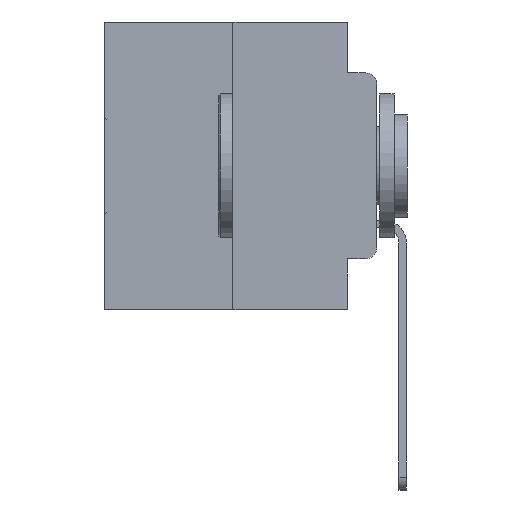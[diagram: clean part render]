
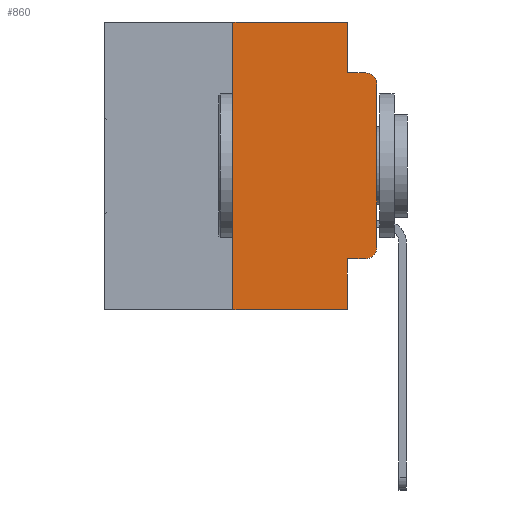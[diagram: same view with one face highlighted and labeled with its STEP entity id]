
A CAD part, left-side view. The second image highlights one B-rep face of the part: STEP entity #860.
In plain terms, the highlighted planar face has unit normal (-1, 0, 0).
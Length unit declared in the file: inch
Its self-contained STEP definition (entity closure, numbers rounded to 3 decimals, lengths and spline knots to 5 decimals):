
#113 = CARTESIAN_POINT ( 'NONE',  ( 0., 0.25, 0. ) ) ;
#543 = CARTESIAN_POINT ( 'NONE',  ( 0., 0.051, 0. ) ) ;
#846 = EDGE_CURVE ( 'NONE', #11694, #13612, #13124, .T. ) ;
#860 = ADVANCED_FACE ( 'NONE', ( #23980 ), #22641, .F. ) ;
#1491 = DIRECTION ( 'NONE',  ( 0., -1., 0. ) ) ;
#1878 = ORIENTED_EDGE ( 'NONE', *, *, #24328, .T. ) ;
#2277 = EDGE_CURVE ( 'NONE', #11694, #27517, #16750, .T. ) ;
#3208 = AXIS2_PLACEMENT_3D ( 'NONE', #20331, #6291, #22629 ) ;
#3280 = CARTESIAN_POINT ( 'NONE',  ( 0., 0.051, -0.4115 ) ) ;
#3665 = CIRCLE ( 'NONE', #27164, 0.02 ) ;
#3695 = ORIENTED_EDGE ( 'NONE', *, *, #19727, .T. ) ;
#4192 = EDGE_CURVE ( 'NONE', #27517, #9977, #21939, .T. ) ;
#4598 = ORIENTED_EDGE ( 'NONE', *, *, #11904, .F. ) ;
#4960 = CARTESIAN_POINT ( 'NONE',  ( 0., 0.02, -0.1085 ) ) ;
#5350 = ORIENTED_EDGE ( 'NONE', *, *, #5550, .F. ) ;
#5550 = EDGE_CURVE ( 'NONE', #9977, #14280, #6132, .T. ) ;
#5567 = LINE ( 'NONE', #28127, #24912 ) ;
#5708 = DIRECTION ( 'NONE',  ( 0., 0., -1. ) ) ;
#6132 = LINE ( 'NONE', #18935, #22566 ) ;
#6291 = DIRECTION ( 'NONE',  ( -1., 0., 0. ) ) ;
#6376 = CARTESIAN_POINT ( 'NONE',  ( 0., 0.051, -0.0885 ) ) ;
#6653 = LINE ( 'NONE', #11721, #25229 ) ;
#7062 = DIRECTION ( 'NONE',  ( 0., -1., 0. ) ) ;
#7066 = VECTOR ( 'NONE', #5708, 39.37008 ) ;
#7176 = ORIENTED_EDGE ( 'NONE', *, *, #2277, .F. ) ;
#7205 = ORIENTED_EDGE ( 'NONE', *, *, #4192, .F. ) ;
#7377 = DIRECTION ( 'NONE',  ( 0., 0., -1. ) ) ;
#7437 = ORIENTED_EDGE ( 'NONE', *, *, #846, .T. ) ;
#8535 = ORIENTED_EDGE ( 'NONE', *, *, #27982, .F. ) ;
#8723 = CARTESIAN_POINT ( 'NONE',  ( 0., 0.051, -0.0885 ) ) ;
#9170 = CARTESIAN_POINT ( 'NONE',  ( 0., 0.473, 0. ) ) ;
#9977 = VERTEX_POINT ( 'NONE', #543 ) ;
#10159 = ORIENTED_EDGE ( 'NONE', *, *, #24895, .T. ) ;
#10460 = CARTESIAN_POINT ( 'NONE',  ( 0., 0.051, 0. ) ) ;
#10763 = EDGE_LOOP ( 'NONE', ( #1878, #3695, #4598, #5350, #7205, #7176, #7437, #8535, #10159, #13643 ) ) ;
#11179 = CARTESIAN_POINT ( 'NONE',  ( 0., 0.473, 0. ) ) ;
#11260 = VERTEX_POINT ( 'NONE', #3280 ) ;
#11671 = VERTEX_POINT ( 'NONE', #16746 ) ;
#11694 = VERTEX_POINT ( 'NONE', #12126 ) ;
#11721 = CARTESIAN_POINT ( 'NONE',  ( 0., 0.051, -0.4115 ) ) ;
#11904 = EDGE_CURVE ( 'NONE', #14280, #11671, #12599, .T. ) ;
#12118 = DIRECTION ( 'NONE',  ( 0., 0., 1. ) ) ;
#12126 = CARTESIAN_POINT ( 'NONE',  ( 0., 0.25, -0.5 ) ) ;
#12384 = VECTOR ( 'NONE', #1491, 39.37008 ) ;
#12599 = LINE ( 'NONE', #6376, #18499 ) ;
#13124 = LINE ( 'NONE', #24956, #12384 ) ;
#13381 = CARTESIAN_POINT ( 'NONE',  ( 0., 0.25, 0. ) ) ;
#13612 = VERTEX_POINT ( 'NONE', #22030 ) ;
#13643 = ORIENTED_EDGE ( 'NONE', *, *, #18736, .T. ) ;
#13761 = CIRCLE ( 'NONE', #3208, 0.02 ) ;
#14280 = VERTEX_POINT ( 'NONE', #8723 ) ;
#14292 = DIRECTION ( 'NONE',  ( 0., 0., 1. ) ) ;
#14797 = LINE ( 'NONE', #10460, #7066 ) ;
#15198 = AXIS2_PLACEMENT_3D ( 'NONE', #11179, #29665, #15875 ) ;
#15875 = DIRECTION ( 'NONE',  ( 0., 0., -1. ) ) ;
#16746 = CARTESIAN_POINT ( 'NONE',  ( 0., 0.02, -0.0885 ) ) ;
#16750 = LINE ( 'NONE', #113, #22876 ) ;
#18089 = DIRECTION ( 'NONE',  ( 0., -1., 0. ) ) ;
#18499 = VECTOR ( 'NONE', #18089, 39.37008 ) ;
#18736 = EDGE_CURVE ( 'NONE', #26077, #23511, #13761, .T. ) ;
#18935 = CARTESIAN_POINT ( 'NONE',  ( 0., 0.051, 0. ) ) ;
#19727 = EDGE_CURVE ( 'NONE', #30314, #11671, #3665, .T. ) ;
#20331 = CARTESIAN_POINT ( 'NONE',  ( 0., 0.02, -0.3915 ) ) ;
#20755 = CARTESIAN_POINT ( 'NONE',  ( 0., 0., -0.1085 ) ) ;
#21261 = DIRECTION ( 'NONE',  ( 0., 0., -1. ) ) ;
#21402 = DIRECTION ( 'NONE',  ( -1., 0., 0. ) ) ;
#21939 = LINE ( 'NONE', #9170, #28032 ) ;
#22030 = CARTESIAN_POINT ( 'NONE',  ( 0., 0.051, -0.5 ) ) ;
#22566 = VECTOR ( 'NONE', #21261, 39.37008 ) ;
#22629 = DIRECTION ( 'NONE',  ( 0., 0., -1. ) ) ;
#22641 = PLANE ( 'NONE',  #15198 ) ;
#22876 = VECTOR ( 'NONE', #12118, 39.37008 ) ;
#22917 = CARTESIAN_POINT ( 'NONE',  ( 0., 0.02, -0.4115 ) ) ;
#23511 = VERTEX_POINT ( 'NONE', #27580 ) ;
#23980 = FACE_OUTER_BOUND ( 'NONE', #10763, .T. ) ;
#24328 = EDGE_CURVE ( 'NONE', #23511, #30314, #5567, .T. ) ;
#24895 = EDGE_CURVE ( 'NONE', #11260, #26077, #6653, .T. ) ;
#24912 = VECTOR ( 'NONE', #14292, 39.37008 ) ;
#24956 = CARTESIAN_POINT ( 'NONE',  ( 0., 0.473, -0.5 ) ) ;
#25229 = VECTOR ( 'NONE', #7062, 39.37008 ) ;
#25422 = DIRECTION ( 'NONE',  ( 0., -1., 0. ) ) ;
#26077 = VERTEX_POINT ( 'NONE', #22917 ) ;
#27164 = AXIS2_PLACEMENT_3D ( 'NONE', #4960, #21402, #7377 ) ;
#27517 = VERTEX_POINT ( 'NONE', #13381 ) ;
#27580 = CARTESIAN_POINT ( 'NONE',  ( 0., 0., -0.3915 ) ) ;
#27982 = EDGE_CURVE ( 'NONE', #11260, #13612, #14797, .T. ) ;
#28032 = VECTOR ( 'NONE', #25422, 39.37008 ) ;
#28127 = CARTESIAN_POINT ( 'NONE',  ( 0., 0., 0. ) ) ;
#29665 = DIRECTION ( 'NONE',  ( 1., 0., 0. ) ) ;
#30314 = VERTEX_POINT ( 'NONE', #20755 ) ;
